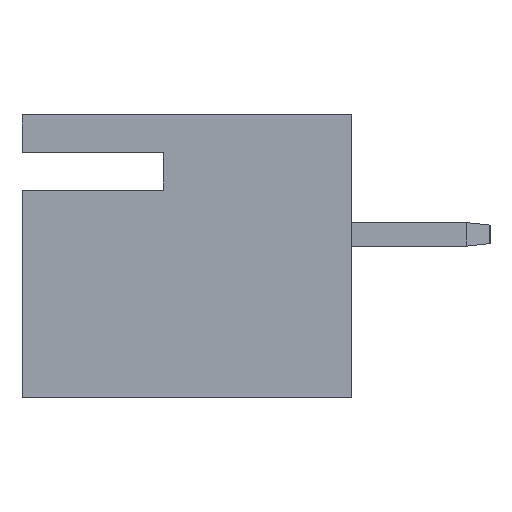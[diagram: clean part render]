
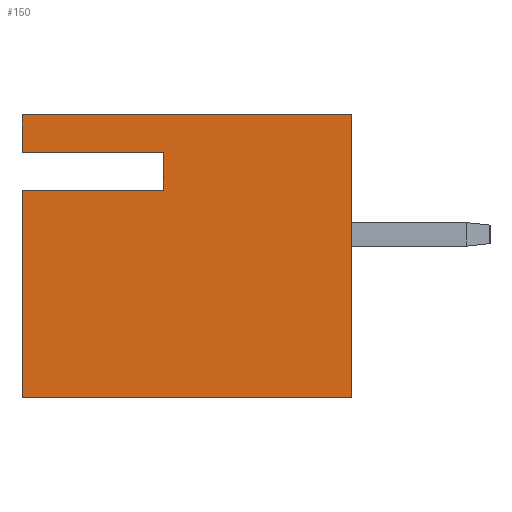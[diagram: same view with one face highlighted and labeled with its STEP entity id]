
A CAD part, left-side view. The second image highlights one B-rep face of the part: STEP entity #150.
In plain terms, the highlighted planar face has unit normal (-1, 0, 0).
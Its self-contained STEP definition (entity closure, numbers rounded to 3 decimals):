
#103 = VERTEX_POINT ( 'NONE', #1101 ) ;
#104 = ORIENTED_EDGE ( 'NONE', *, *, #167, .F. ) ;
#106 = ORIENTED_EDGE ( 'NONE', *, *, #819, .T. ) ;
#107 = ORIENTED_EDGE ( 'NONE', *, *, #628, .F. ) ;
#109 = EDGE_CURVE ( 'NONE', #103, #617, #1141, .T. ) ;
#110 = EDGE_LOOP ( 'NONE', ( #107, #145, #160, #159, #104, #106, #146, #166 ) ) ;
#144 = EDGE_CURVE ( 'NONE', #168, #170, #1205, .T. ) ;
#145 = ORIENTED_EDGE ( 'NONE', *, *, #109, .F. ) ;
#146 = ORIENTED_EDGE ( 'NONE', *, *, #155, .T. ) ;
#150 = ADVANCED_FACE ( 'NONE', ( #1185 ), #1196, .F. ) ;
#154 = VERTEX_POINT ( 'NONE', #1193 ) ;
#155 = EDGE_CURVE ( 'NONE', #834, #154, #1248, .T. ) ;
#159 = ORIENTED_EDGE ( 'NONE', *, *, #144, .F. ) ;
#160 = ORIENTED_EDGE ( 'NONE', *, *, #161, .F. ) ;
#161 = EDGE_CURVE ( 'NONE', #170, #103, #1245, .T. ) ;
#166 = ORIENTED_EDGE ( 'NONE', *, *, #172, .F. ) ;
#167 = EDGE_CURVE ( 'NONE', #820, #168, #1228, .T. ) ;
#168 = VERTEX_POINT ( 'NONE', #1225 ) ;
#170 = VERTEX_POINT ( 'NONE', #1216 ) ;
#172 = EDGE_CURVE ( 'NONE', #623, #154, #543, .T. ) ;
#532 = VECTOR ( 'NONE', #3892, 1000. ) ;
#542 = CARTESIAN_POINT ( 'NONE',  ( -21.25, 6., 3. ) ) ;
#543 = LINE ( 'NONE', #542, #532 ) ;
#617 = VERTEX_POINT ( 'NONE', #1939 ) ;
#623 = VERTEX_POINT ( 'NONE', #1995 ) ;
#628 = EDGE_CURVE ( 'NONE', #617, #623, #1731, .T. ) ;
#819 = EDGE_CURVE ( 'NONE', #820, #834, #2363, .T. ) ;
#820 = VERTEX_POINT ( 'NONE', #2357 ) ;
#834 = VERTEX_POINT ( 'NONE', #2389 ) ;
#1101 = CARTESIAN_POINT ( 'NONE',  ( -21.25, 3., 2.2 ) ) ;
#1141 = LINE ( 'NONE', #1184, #1180 ) ;
#1180 = VECTOR ( 'NONE', #1183, 1000. ) ;
#1183 = DIRECTION ( 'NONE',  ( 0., 1., 0. ) ) ;
#1184 = CARTESIAN_POINT ( 'NONE',  ( -21.25, 3., 2.2 ) ) ;
#1185 = FACE_OUTER_BOUND ( 'NONE', #110, .T. ) ;
#1190 = CARTESIAN_POINT ( 'NONE',  ( -21.25, 6., -3. ) ) ;
#1193 = CARTESIAN_POINT ( 'NONE',  ( -21.25, -1., 3. ) ) ;
#1194 = DIRECTION ( 'NONE',  ( 0., -1., 0. ) ) ;
#1195 = VECTOR ( 'NONE', #1194, 1000. ) ;
#1196 = PLANE ( 'NONE',  #1201 ) ;
#1197 = CARTESIAN_POINT ( 'NONE',  ( -21.25, 3., 1.4 ) ) ;
#1201 = AXIS2_PLACEMENT_3D ( 'NONE', #1190, #1250, #1249 ) ;
#1205 = LINE ( 'NONE', #1197, #1195 ) ;
#1216 = CARTESIAN_POINT ( 'NONE',  ( -21.25, 3., 1.4 ) ) ;
#1221 = DIRECTION ( 'NONE',  ( 0., 0., 1. ) ) ;
#1222 = VECTOR ( 'NONE', #1221, 1000. ) ;
#1225 = CARTESIAN_POINT ( 'NONE',  ( -21.25, 6., 1.4 ) ) ;
#1228 = LINE ( 'NONE', #1237, #1222 ) ;
#1237 = CARTESIAN_POINT ( 'NONE',  ( -21.25, 6., -3. ) ) ;
#1240 = DIRECTION ( 'NONE',  ( 0., 0., 1. ) ) ;
#1241 = VECTOR ( 'NONE', #1240, 1000. ) ;
#1242 = CARTESIAN_POINT ( 'NONE',  ( -21.25, 3., 1.4 ) ) ;
#1243 = DIRECTION ( 'NONE',  ( 0., 0., 1. ) ) ;
#1244 = VECTOR ( 'NONE', #1243, 1000. ) ;
#1245 = LINE ( 'NONE', #1242, #1241 ) ;
#1247 = CARTESIAN_POINT ( 'NONE',  ( -21.25, -1., -3. ) ) ;
#1248 = LINE ( 'NONE', #1247, #1244 ) ;
#1249 = DIRECTION ( 'NONE',  ( 0., 0., -1. ) ) ;
#1250 = DIRECTION ( 'NONE',  ( 1., 0., 0. ) ) ;
#1718 = VECTOR ( 'NONE', #1736, 1000. ) ;
#1731 = LINE ( 'NONE', #1733, #1718 ) ;
#1733 = CARTESIAN_POINT ( 'NONE',  ( -21.25, 6., -3. ) ) ;
#1736 = DIRECTION ( 'NONE',  ( 0., 0., 1. ) ) ;
#1939 = CARTESIAN_POINT ( 'NONE',  ( -21.25, 6., 2.2 ) ) ;
#1995 = CARTESIAN_POINT ( 'NONE',  ( -21.25, 6., 3. ) ) ;
#2356 = VECTOR ( 'NONE', #2361, 1000. ) ;
#2357 = CARTESIAN_POINT ( 'NONE',  ( -21.25, 6., -3. ) ) ;
#2361 = DIRECTION ( 'NONE',  ( 0., -1., 0. ) ) ;
#2362 = CARTESIAN_POINT ( 'NONE',  ( -21.25, 6., -3. ) ) ;
#2363 = LINE ( 'NONE', #2362, #2356 ) ;
#2389 = CARTESIAN_POINT ( 'NONE',  ( -21.25, -1., -3. ) ) ;
#3892 = DIRECTION ( 'NONE',  ( 0., -1., 0. ) ) ;
